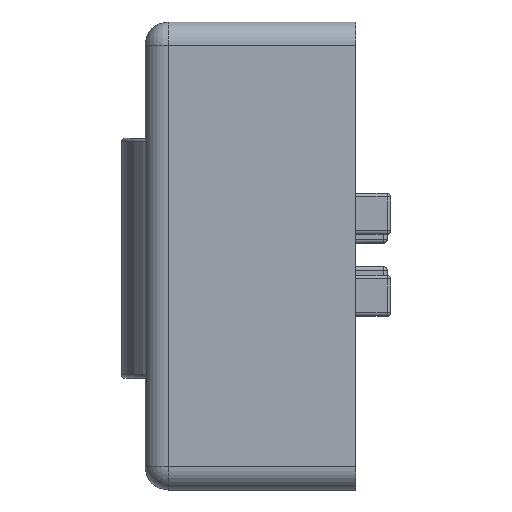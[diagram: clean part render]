
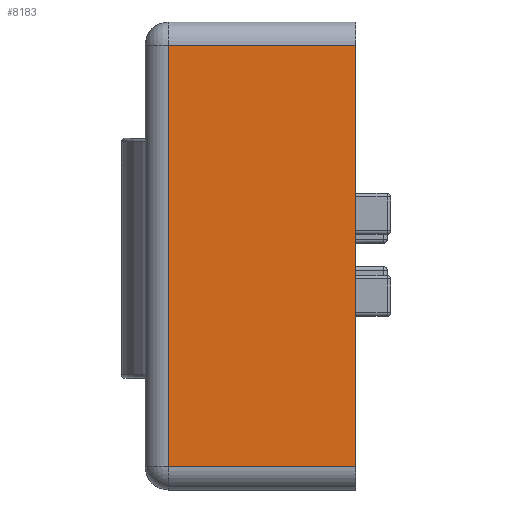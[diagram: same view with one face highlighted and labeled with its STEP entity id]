
A CAD part, left-side view. The second image highlights one B-rep face of the part: STEP entity #8183.
In plain terms, the highlighted planar face has unit normal (-1, 0, 0).
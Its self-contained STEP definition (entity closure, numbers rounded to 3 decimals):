
#241 = LINE ( 'NONE', #7163, #2612 ) ;
#601 = LINE ( 'NONE', #14068, #10107 ) ;
#1122 = VERTEX_POINT ( 'NONE', #5534 ) ;
#1735 = DIRECTION ( 'NONE',  ( 0., 0., 1. ) ) ;
#1778 = DIRECTION ( 'NONE',  ( 0., -1., 0. ) ) ;
#1786 = ORIENTED_EDGE ( 'NONE', *, *, #7569, .T. ) ;
#2612 = VECTOR ( 'NONE', #12952, 1000. ) ;
#2662 = CARTESIAN_POINT ( 'NONE',  ( 0., 18., -2. ) ) ;
#2729 = VERTEX_POINT ( 'NONE', #3628 ) ;
#3628 = CARTESIAN_POINT ( 'NONE',  ( 0., 16., -2. ) ) ;
#3819 = ORIENTED_EDGE ( 'NONE', *, *, #16255, .T. ) ;
#3877 = DIRECTION ( 'NONE',  ( 0., 0., 1. ) ) ;
#3954 = VECTOR ( 'NONE', #1735, 1000. ) ;
#4055 = FACE_OUTER_BOUND ( 'NONE', #9134, .T. ) ;
#4572 = ORIENTED_EDGE ( 'NONE', *, *, #15098, .T. ) ;
#5163 = EDGE_CURVE ( 'NONE', #15152, #11207, #7309, .T. ) ;
#5534 = CARTESIAN_POINT ( 'NONE',  ( 0., 16., -38. ) ) ;
#5629 = LINE ( 'NONE', #2662, #5781 ) ;
#5725 = DIRECTION ( 'NONE',  ( 0., 1., 0. ) ) ;
#5781 = VECTOR ( 'NONE', #5725, 1000. ) ;
#7163 = CARTESIAN_POINT ( 'NONE',  ( 0., 16., -40. ) ) ;
#7175 = CARTESIAN_POINT ( 'NONE',  ( 0., 0., -38. ) ) ;
#7309 = LINE ( 'NONE', #15554, #3954 ) ;
#7564 = ORIENTED_EDGE ( 'NONE', *, *, #5163, .T. ) ;
#7569 = EDGE_CURVE ( 'NONE', #2729, #1122, #241, .T. ) ;
#8183 = ADVANCED_FACE ( 'NONE', ( #4055 ), #13643, .T. ) ;
#9134 = EDGE_LOOP ( 'NONE', ( #7564, #3819, #1786, #4572 ) ) ;
#10107 = VECTOR ( 'NONE', #1778, 1000. ) ;
#11207 = VERTEX_POINT ( 'NONE', #14308 ) ;
#12952 = DIRECTION ( 'NONE',  ( 0., 0., -1. ) ) ;
#13643 = PLANE ( 'NONE',  #16205 ) ;
#14068 = CARTESIAN_POINT ( 'NONE',  ( 0., 0., -38. ) ) ;
#14308 = CARTESIAN_POINT ( 'NONE',  ( 0., 0., -2. ) ) ;
#15098 = EDGE_CURVE ( 'NONE', #1122, #15152, #601, .T. ) ;
#15152 = VERTEX_POINT ( 'NONE', #7175 ) ;
#15177 = CARTESIAN_POINT ( 'NONE',  ( 0., 18., -40. ) ) ;
#15554 = CARTESIAN_POINT ( 'NONE',  ( 0., 0., -40. ) ) ;
#16205 = AXIS2_PLACEMENT_3D ( 'NONE', #15177, #17777, #3877 ) ;
#16255 = EDGE_CURVE ( 'NONE', #11207, #2729, #5629, .T. ) ;
#17777 = DIRECTION ( 'NONE',  ( -1., 0., 0. ) ) ;
